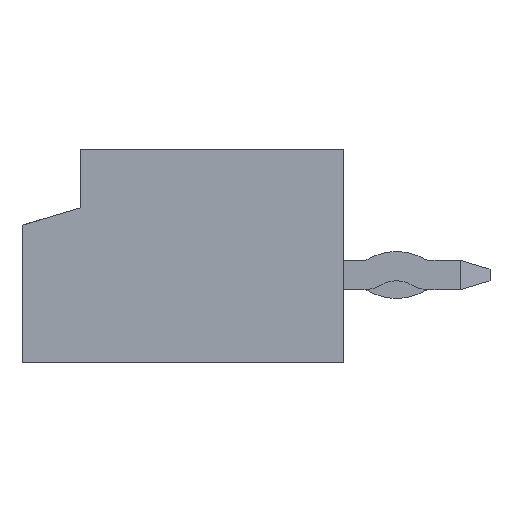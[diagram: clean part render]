
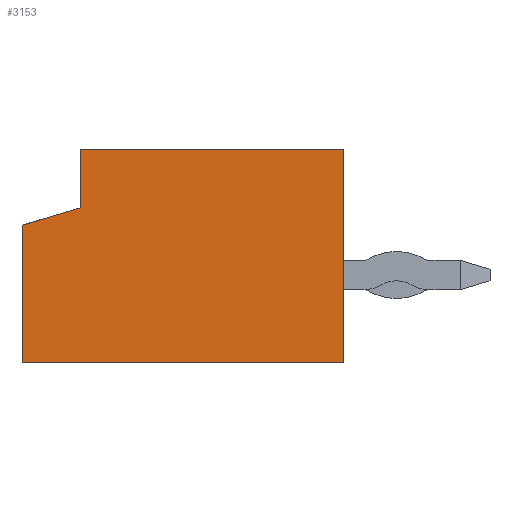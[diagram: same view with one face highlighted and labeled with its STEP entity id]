
A CAD part, left-side view. The second image highlights one B-rep face of the part: STEP entity #3153.
In plain terms, the highlighted planar face has unit normal (-1, 0, 0).
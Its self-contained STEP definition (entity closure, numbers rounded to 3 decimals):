
#25=DIRECTION('',(0.,-1.,0.));
#26=VECTOR('',#25,5.5);
#27=CARTESIAN_POINT('',(-4.,2.75,-1.825));
#28=LINE('',#27,#26);
#393=DIRECTION('',(0.,-1.,0.));
#394=VECTOR('',#393,4.5);
#395=CARTESIAN_POINT('',(-4.,1.75,1.825));
#396=LINE('',#395,#394);
#485=DIRECTION('',(0.,0.,1.));
#486=VECTOR('',#485,3.65);
#487=CARTESIAN_POINT('',(-4.,-2.75,-1.825));
#488=LINE('',#487,#486);
#753=DIRECTION('',(0.,0.,-1.));
#754=VECTOR('',#753,1.);
#755=CARTESIAN_POINT('',(-4.,1.75,1.825));
#756=LINE('',#755,#754);
#757=DIRECTION('',(0.,0.,1.));
#758=VECTOR('',#757,2.35);
#759=CARTESIAN_POINT('',(-4.,2.75,-1.825));
#760=LINE('',#759,#758);
#761=DIRECTION('',(0.,0.958,-0.287));
#762=VECTOR('',#761,1.044);
#763=CARTESIAN_POINT('',(-4.,1.75,0.825));
#764=LINE('',#763,#762);
#1713=CARTESIAN_POINT('',(-4.,2.75,-1.825));
#1714=CARTESIAN_POINT('',(-4.,-2.75,-1.825));
#1715=VERTEX_POINT('',#1713);
#1716=VERTEX_POINT('',#1714);
#1721=CARTESIAN_POINT('',(-4.,-2.75,1.825));
#1722=VERTEX_POINT('',#1721);
#1729=CARTESIAN_POINT('',(-4.,1.75,1.825));
#1731=VERTEX_POINT('',#1729);
#1737=CARTESIAN_POINT('',(-4.,1.75,0.825));
#1738=VERTEX_POINT('',#1737);
#1739=CARTESIAN_POINT('',(-4.,2.75,0.525));
#1740=VERTEX_POINT('',#1739);
#3140=CARTESIAN_POINT('',(-4.,2.75,-1.825));
#3141=DIRECTION('',(-1.,0.,0.));
#3142=DIRECTION('',(0.,-1.,0.));
#3143=AXIS2_PLACEMENT_3D('',#3140,#3141,#3142);
#3144=PLANE('',#3143);
#3145=ORIENTED_EDGE('',*,*,#2577,.F.);
#3146=ORIENTED_EDGE('',*,*,#2628,.T.);
#3147=ORIENTED_EDGE('',*,*,#2718,.F.);
#3148=ORIENTED_EDGE('',*,*,#2258,.F.);
#3149=ORIENTED_EDGE('',*,*,#2483,.T.);
#3150=ORIENTED_EDGE('',*,*,#2547,.F.);
#3151=EDGE_LOOP('',(#3145,#3146,#3147,#3148,#3149,#3150));
#3152=FACE_OUTER_BOUND('',#3151,.F.);
#3153=ADVANCED_FACE('',(#3152),#3144,.T.);
#2258=EDGE_CURVE('',#1715,#1716,#28,.T.);
#2483=EDGE_CURVE('',#1715,#1740,#760,.T.);
#2547=EDGE_CURVE('',#1738,#1740,#764,.T.);
#2577=EDGE_CURVE('',#1731,#1738,#756,.T.);
#2628=EDGE_CURVE('',#1731,#1722,#396,.T.);
#2718=EDGE_CURVE('',#1716,#1722,#488,.T.);
